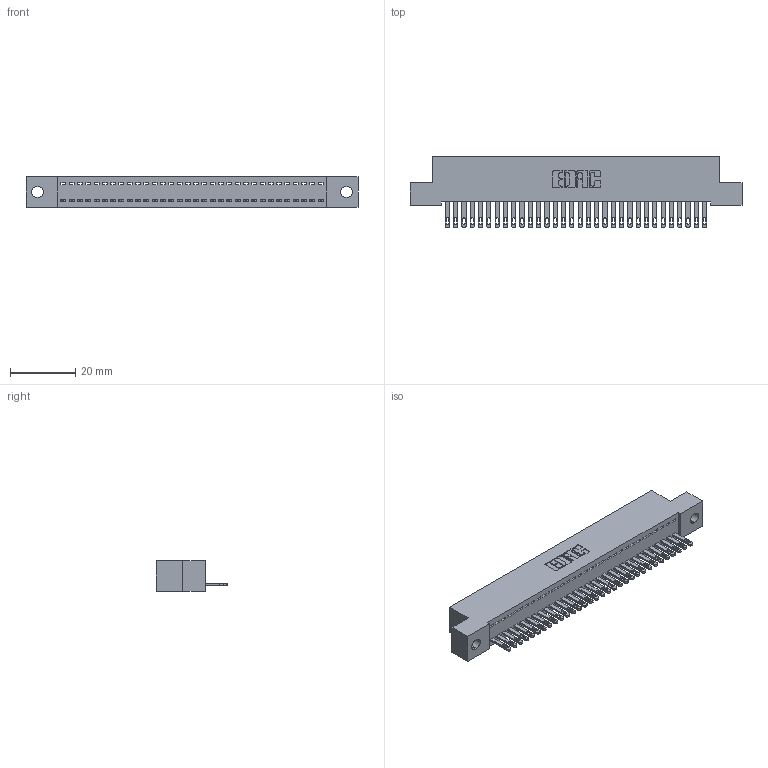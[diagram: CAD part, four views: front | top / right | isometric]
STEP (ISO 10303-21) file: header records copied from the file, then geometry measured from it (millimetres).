
FILE_DESCRIPTION (( 'STEP AP203' ), '1' );
FILE_NAME ('342-032-500-102.STEP', '2019-10-02T05:54:51', ( '' ), ( '' ), 'SwSTEP 2.0', 'SolidWorks 2016', '' );
FILE_SCHEMA (( 'CONFIG_CONTROL_DESIGN' ));
Length unit declared in the file: inch
Products named in the file (3): 342-032-500-102; 342 Part_.128 Slot; 345-292-001_345-293-100
Assembly tree (33 placements, depth 2):
  342-032-500-102
    342 Part_.128 Slot
    345-292-001_345-293-100  x32
Bounding box: 101.6 x 21.85 x 9.4 mm (x, y, z)
Volume: 8839.1 mm3; surface area: 12615.7 mm2
Topology: 33 solids, 33 shells, 1842 faces, 5687 edges, 3790 vertices
Faces by surface type: plane 1222, cylinder 620
Entity records: 20789 total; most frequent: CARTESIAN_POINT 3594, ORIENTED_EDGE 3562, DIRECTION 3053, EDGE_CURVE 1781, VECTOR 1649, LINE 1649, VERTEX_POINT 1186, AXIS2_PLACEMENT_3D 702
